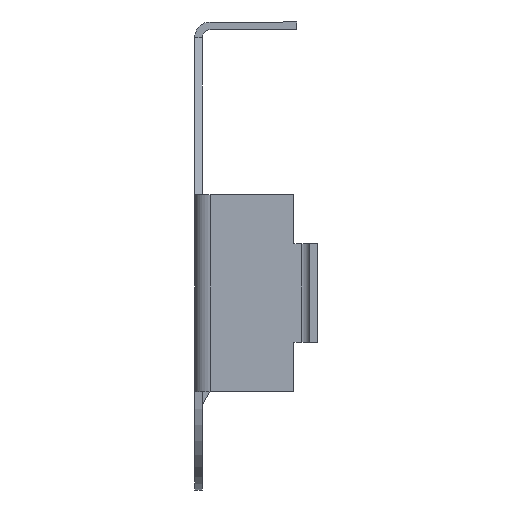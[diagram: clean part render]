
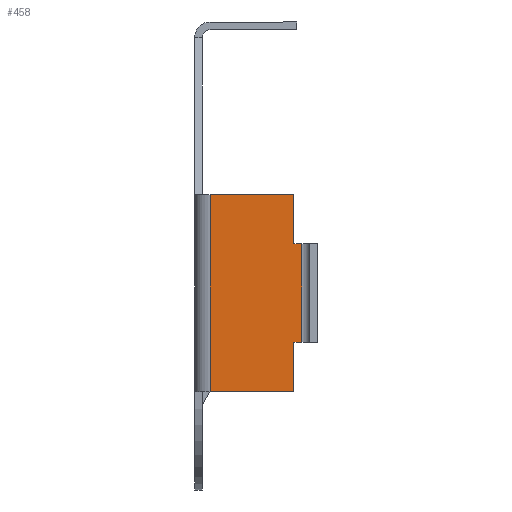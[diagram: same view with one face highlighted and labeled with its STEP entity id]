
A CAD part, left-side view. The second image highlights one B-rep face of the part: STEP entity #458.
In plain terms, the highlighted planar face has unit normal (-1, 0, 0).
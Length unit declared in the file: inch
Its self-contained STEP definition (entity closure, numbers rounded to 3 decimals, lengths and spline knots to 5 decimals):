
#84 = VERTEX_POINT ( 'NONE', #1174 ) ;
#88 = VERTEX_POINT ( 'NONE', #1261 ) ;
#90 = EDGE_CURVE ( 'NONE', #84, #88, #1260, .T. ) ;
#291 = VERTEX_POINT ( 'NONE', #2218 ) ;
#292 = ORIENTED_EDGE ( 'NONE', *, *, #293, .T. ) ;
#293 = EDGE_CURVE ( 'NONE', #291, #84, #2217, .T. ) ;
#294 = ORIENTED_EDGE ( 'NONE', *, *, #295, .T. ) ;
#295 = EDGE_CURVE ( 'NONE', #88, #296, #2391, .T. ) ;
#296 = VERTEX_POINT ( 'NONE', #2387 ) ;
#297 = ORIENTED_EDGE ( 'NONE', *, *, #298, .T. ) ;
#298 = EDGE_CURVE ( 'NONE', #296, #440, #2385, .T. ) ;
#376 = ORIENTED_EDGE ( 'NONE', *, *, #377, .F. ) ;
#377 = EDGE_CURVE ( 'NONE', #378, #443, #2739, .T. ) ;
#378 = VERTEX_POINT ( 'NONE', #2735 ) ;
#379 = ORIENTED_EDGE ( 'NONE', *, *, #380, .T. ) ;
#380 = EDGE_CURVE ( 'NONE', #378, #381, #2734, .T. ) ;
#381 = VERTEX_POINT ( 'NONE', #2760 ) ;
#431 = ORIENTED_EDGE ( 'NONE', *, *, #90, .T. ) ;
#440 = VERTEX_POINT ( 'NONE', #2621 ) ;
#441 = ORIENTED_EDGE ( 'NONE', *, *, #442, .T. ) ;
#442 = EDGE_CURVE ( 'NONE', #440, #443, #2641, .T. ) ;
#443 = VERTEX_POINT ( 'NONE', #2618 ) ;
#458 = ADVANCED_FACE ( 'NONE', ( #2696 ), #2711, .T. ) ;
#459 = EDGE_LOOP ( 'NONE', ( #294, #297, #441, #376, #379, #460, #292, #431 ) ) ;
#460 = ORIENTED_EDGE ( 'NONE', *, *, #461, .T. ) ;
#461 = EDGE_CURVE ( 'NONE', #381, #291, #2700, .T. ) ;
#1174 = CARTESIAN_POINT ( 'NONE',  ( -0.332, -0.126, -0.0625 ) ) ;
#1257 = DIRECTION ( 'NONE',  ( 0., 0., 1. ) ) ;
#1258 = VECTOR ( 'NONE', #1257, 39.37008 ) ;
#1259 = CARTESIAN_POINT ( 'NONE',  ( -0.332, -0.126, 0.125 ) ) ;
#1260 = LINE ( 'NONE', #1259, #1258 ) ;
#1261 = CARTESIAN_POINT ( 'NONE',  ( -0.332, -0.126, 0.0625 ) ) ;
#2214 = DIRECTION ( 'NONE',  ( 0., -1., 0. ) ) ;
#2215 = VECTOR ( 'NONE', #2214, 39.37008 ) ;
#2216 = CARTESIAN_POINT ( 'NONE',  ( -0.332, -0.126, -0.0625 ) ) ;
#2217 = LINE ( 'NONE', #2216, #2215 ) ;
#2218 = CARTESIAN_POINT ( 'NONE',  ( -0.332, -0.116, -0.0625 ) ) ;
#2382 = DIRECTION ( 'NONE',  ( 0., 0., 1. ) ) ;
#2383 = VECTOR ( 'NONE', #2382, 39.37008 ) ;
#2384 = CARTESIAN_POINT ( 'NONE',  ( -0.332, -0.116, 0.0625 ) ) ;
#2385 = LINE ( 'NONE', #2384, #2383 ) ;
#2387 = CARTESIAN_POINT ( 'NONE',  ( -0.332, -0.116, 0.0625 ) ) ;
#2388 = DIRECTION ( 'NONE',  ( 0., 1., 0. ) ) ;
#2389 = VECTOR ( 'NONE', #2388, 39.37008 ) ;
#2390 = CARTESIAN_POINT ( 'NONE',  ( -0.332, -0.126, 0.0625 ) ) ;
#2391 = LINE ( 'NONE', #2390, #2389 ) ;
#2618 = CARTESIAN_POINT ( 'NONE',  ( -0.332, -0.01, 0.125 ) ) ;
#2621 = CARTESIAN_POINT ( 'NONE',  ( -0.332, -0.116, 0.125 ) ) ;
#2628 = VECTOR ( 'NONE', #2639, 39.37008 ) ;
#2639 = DIRECTION ( 'NONE',  ( 0., 1., 0. ) ) ;
#2640 = CARTESIAN_POINT ( 'NONE',  ( -0.332, 0., 0.125 ) ) ;
#2641 = LINE ( 'NONE', #2640, #2628 ) ;
#2661 = CARTESIAN_POINT ( 'NONE',  ( -0.332, 0., 0.125 ) ) ;
#2668 = DIRECTION ( 'NONE',  ( 0., -1., 0. ) ) ;
#2669 = AXIS2_PLACEMENT_3D ( 'NONE', #2661, #2695, #2668 ) ;
#2680 = DIRECTION ( 'NONE',  ( 0., 0., 1. ) ) ;
#2695 = DIRECTION ( 'NONE',  ( -1., 0., 0. ) ) ;
#2696 = FACE_OUTER_BOUND ( 'NONE', #459, .T. ) ;
#2699 = CARTESIAN_POINT ( 'NONE',  ( -0.332, -0.116, -0.0625 ) ) ;
#2700 = LINE ( 'NONE', #2699, #2703 ) ;
#2703 = VECTOR ( 'NONE', #2680, 39.37008 ) ;
#2711 = PLANE ( 'NONE',  #2669 ) ;
#2734 = LINE ( 'NONE', #2763, #2762 ) ;
#2735 = CARTESIAN_POINT ( 'NONE',  ( -0.332, -0.01, -0.125 ) ) ;
#2736 = DIRECTION ( 'NONE',  ( 0., 0., 1. ) ) ;
#2737 = VECTOR ( 'NONE', #2736, 39.37008 ) ;
#2738 = CARTESIAN_POINT ( 'NONE',  ( -0.332, -0.01, -0.125 ) ) ;
#2739 = LINE ( 'NONE', #2738, #2737 ) ;
#2760 = CARTESIAN_POINT ( 'NONE',  ( -0.332, -0.116, -0.125 ) ) ;
#2761 = DIRECTION ( 'NONE',  ( 0., -1., 0. ) ) ;
#2762 = VECTOR ( 'NONE', #2761, 39.37008 ) ;
#2763 = CARTESIAN_POINT ( 'NONE',  ( -0.332, -0.116, -0.125 ) ) ;
